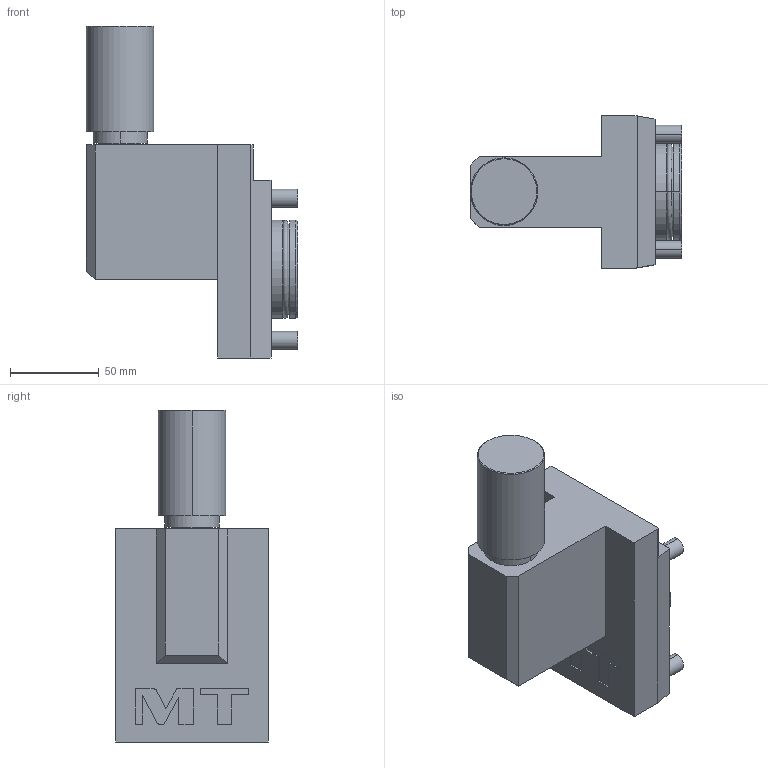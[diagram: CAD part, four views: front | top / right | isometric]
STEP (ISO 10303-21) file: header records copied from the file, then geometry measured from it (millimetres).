
FILE_DESCRIPTION((''),'2;1');
FILE_NAME('OKU1570100_CONF','2024-12-06T11:01:50',('fpalella'),('M.T. srl'),'CREO PARAMETRIC BY PTC INC, 2023352','CREO PARAMETRIC BY PTC INC, 2023352','');
FILE_SCHEMA(('CONFIG_CONTROL_DESIGN'));
Length unit declared in the file: millimetre
Products named in the file (1): OKU1570100_CONF
Bounding box: 119 x 86 x 187 mm (x, y, z)
Volume: 618423.3 mm3; surface area: 65774.4 mm2
Topology: 1 solids, 1 shells, 104 faces, 236 edges, 154 vertices
Faces by surface type: plane 58, cylinder 34, torus 6, cone 4, extrusion 2
Entity records: 3271 total; most frequent: CARTESIAN_POINT 833, DIRECTION 508, ORIENTED_EDGE 472, EDGE_CURVE 236, AXIS2_PLACEMENT_3D 180, VERTEX_POINT 154, VECTOR 148, LINE 146
